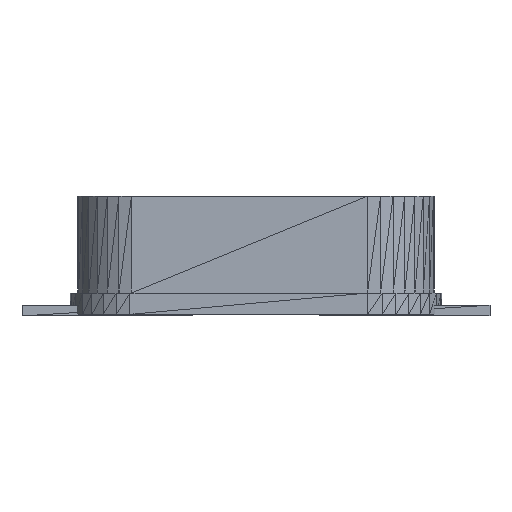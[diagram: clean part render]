
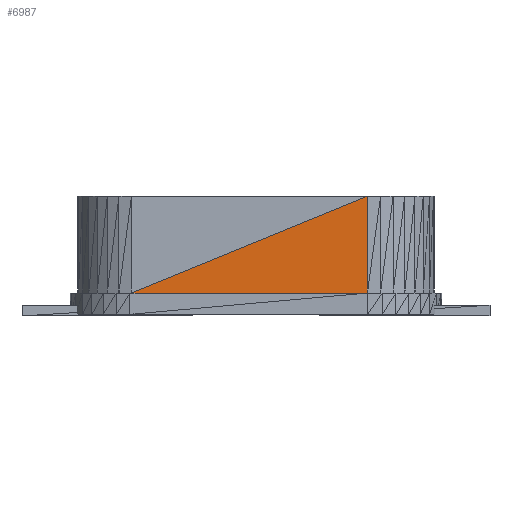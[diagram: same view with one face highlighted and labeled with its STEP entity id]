
A CAD part, front view. The second image highlights one B-rep face of the part: STEP entity #6987.
In plain terms, the highlighted planar face has unit normal (-0.005, -1, 0).
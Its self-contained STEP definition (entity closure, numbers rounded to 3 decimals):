
#6987=ADVANCED_FACE('',(#6988),#7014,.F.);
#6988=FACE_OUTER_BOUND('',#6989,.T.);
#6989=EDGE_LOOP('',(#6990,#6992,#6994));
#6990=ORIENTED_EDGE('',*,*,#6991,.T.);
#6991=EDGE_CURVE('',#6996,#6998,#7000,.T.);
#6992=ORIENTED_EDGE('',*,*,#6993,.T.);
#6993=EDGE_CURVE('',#6998,#7004,#7006,.T.);
#6994=ORIENTED_EDGE('',*,*,#6995,.T.);
#6995=EDGE_CURVE('',#7004,#6996,#7010,.T.);
#6996=VERTEX_POINT('',#6997);
#6997=CARTESIAN_POINT('',(-4.016,-2.119,0.737));
#6998=VERTEX_POINT('',#6999);
#6999=CARTESIAN_POINT('',(3.594,-2.16,3.861));
#7000=LINE('',#7001,#7002);
#7001=CARTESIAN_POINT('',(-4.016,-2.119,0.737));
#7002=VECTOR('',#7003,1.0);
#7003=DIRECTION('',(-0.925,0.005,-0.38));
#7004=VERTEX_POINT('',#7005);
#7005=CARTESIAN_POINT('',(3.594,-2.16,0.737));
#7006=LINE('',#7007,#7008);
#7007=CARTESIAN_POINT('',(3.594,-2.16,3.861));
#7008=VECTOR('',#7009,1.0);
#7009=DIRECTION('',(0.0,0.0,1.0));
#7010=LINE('',#7011,#7012);
#7011=CARTESIAN_POINT('',(3.594,-2.16,0.737));
#7012=VECTOR('',#7013,1.0);
#7013=DIRECTION('',(1.,-0.005,0.0));
#7014=PLANE('',#7015);
#7015=AXIS2_PLACEMENT_3D('',#7016,#7017,#7018);
#7016=CARTESIAN_POINT('',(3.594,-2.16,3.861));
#7017=DIRECTION('',(0.005,1.,0.0));
#7018=DIRECTION('',(-1.,0.005,0.0));
